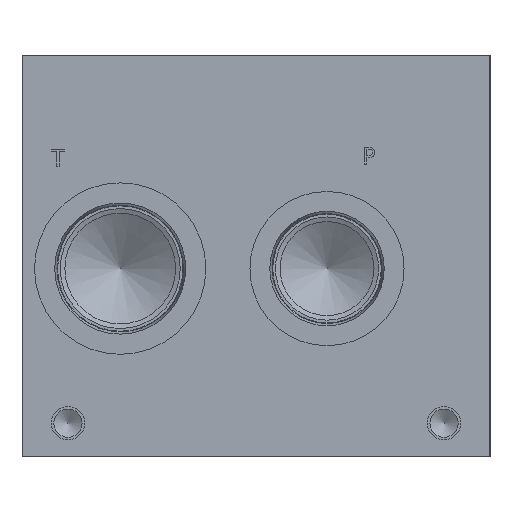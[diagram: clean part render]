
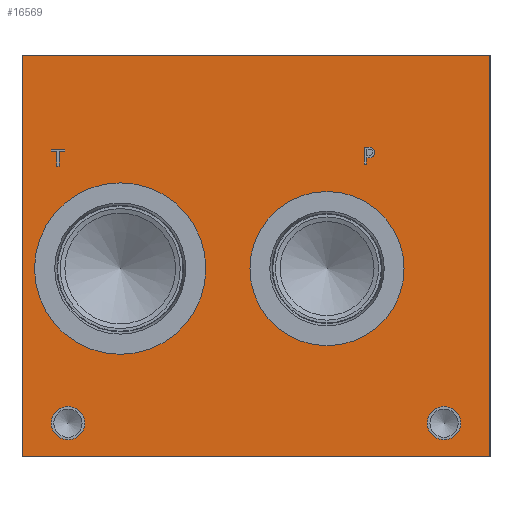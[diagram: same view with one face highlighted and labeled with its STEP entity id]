
A CAD part, left-side view. The second image highlights one B-rep face of the part: STEP entity #16569.
In plain terms, the highlighted planar face has unit normal (-1, 0, 0).
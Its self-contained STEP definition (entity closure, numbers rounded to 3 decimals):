
#297=CIRCLE('',#17496,6.35);
#298=CIRCLE('',#17497,6.35);
#299=CIRCLE('',#17498,6.35);
#300=CIRCLE('',#17499,6.35);
#301=CIRCLE('',#17500,29.286);
#302=CIRCLE('',#17501,29.286);
#303=CIRCLE('',#17502,32.563);
#304=CIRCLE('',#17503,32.563);
#877=FACE_BOUND('',#2541,.T.);
#878=FACE_BOUND('',#2542,.T.);
#879=FACE_BOUND('',#2543,.T.);
#880=FACE_BOUND('',#2544,.T.);
#881=FACE_BOUND('',#2545,.T.);
#882=FACE_BOUND('',#2546,.T.);
#1082=B_SPLINE_CURVE_WITH_KNOTS('',2,(#23350,#23351,#23352,#23353),
 .UNSPECIFIED.,.F.,.F.,(3,1,3),(0.,1.,2.),.UNSPECIFIED.);
#1084=B_SPLINE_CURVE_WITH_KNOTS('',2,(#23371,#23372,#23373,#23374),
 .UNSPECIFIED.,.F.,.F.,(3,1,3),(0.,1.,2.),.UNSPECIFIED.);
#1086=B_SPLINE_CURVE_WITH_KNOTS('',2,(#23420,#23421,#23422,#23423),
 .UNSPECIFIED.,.F.,.F.,(3,1,3),(0.,1.,2.),.UNSPECIFIED.);
#1088=B_SPLINE_CURVE_WITH_KNOTS('',2,(#23438,#23439,#23440,#23441),
 .UNSPECIFIED.,.F.,.F.,(3,1,3),(0.,1.,2.),.UNSPECIFIED.);
#1618=FACE_OUTER_BOUND('',#2540,.T.);
#2540=EDGE_LOOP('',(#10940,#10941,#10942,#10943));
#2541=EDGE_LOOP('',(#10944,#10945,#10946,#10947,#10948,#10949,#10950,#10951));
#2542=EDGE_LOOP('',(#10952,#10953));
#2543=EDGE_LOOP('',(#10954,#10955));
#2544=EDGE_LOOP('',(#10956,#10957));
#2545=EDGE_LOOP('',(#10958,#10959));
#2546=EDGE_LOOP('',(#10960,#10961,#10962,#10963,#10964,#10965,#10966,#10967,
#10968));
#3642=LINE('',#23200,#5136);
#3646=LINE('',#23208,#5140);
#3649=LINE('',#23214,#5143);
#3652=LINE('',#23220,#5146);
#3655=LINE('',#23226,#5149);
#3658=LINE('',#23232,#5152);
#3661=LINE('',#23238,#5155);
#3664=LINE('',#23243,#5158);
#3682=LINE('',#23383,#5176);
#3685=LINE('',#23389,#5179);
#3688=LINE('',#23395,#5182);
#3691=LINE('',#23401,#5185);
#3694=LINE('',#23407,#5188);
#3698=LINE('',#23450,#5192);
#3699=LINE('',#23452,#5193);
#3700=LINE('',#23454,#5194);
#3701=LINE('',#23455,#5195);
#5136=VECTOR('',#18893,10.);
#5140=VECTOR('',#18899,10.);
#5143=VECTOR('',#18904,10.);
#5146=VECTOR('',#18909,10.);
#5149=VECTOR('',#18914,10.);
#5152=VECTOR('',#18919,10.);
#5155=VECTOR('',#18924,10.);
#5158=VECTOR('',#18929,10.);
#5176=VECTOR('',#18957,10.);
#5179=VECTOR('',#18962,10.);
#5182=VECTOR('',#18967,10.);
#5185=VECTOR('',#18972,10.);
#5188=VECTOR('',#18977,10.);
#5192=VECTOR('',#18985,10.);
#5193=VECTOR('',#18986,10.);
#5194=VECTOR('',#18987,10.);
#5195=VECTOR('',#18988,10.);
#6630=VERTEX_POINT('',#23198);
#6631=VERTEX_POINT('',#23199);
#6634=VERTEX_POINT('',#23207);
#6636=VERTEX_POINT('',#23213);
#6638=VERTEX_POINT('',#23219);
#6640=VERTEX_POINT('',#23225);
#6642=VERTEX_POINT('',#23231);
#6644=VERTEX_POINT('',#23237);
#6660=VERTEX_POINT('',#23348);
#6661=VERTEX_POINT('',#23349);
#6664=VERTEX_POINT('',#23370);
#6666=VERTEX_POINT('',#23382);
#6668=VERTEX_POINT('',#23388);
#6670=VERTEX_POINT('',#23394);
#6672=VERTEX_POINT('',#23400);
#6674=VERTEX_POINT('',#23406);
#6676=VERTEX_POINT('',#23419);
#6678=VERTEX_POINT('',#23448);
#6679=VERTEX_POINT('',#23449);
#6680=VERTEX_POINT('',#23451);
#6681=VERTEX_POINT('',#23453);
#6682=VERTEX_POINT('',#23456);
#6683=VERTEX_POINT('',#23457);
#6684=VERTEX_POINT('',#23460);
#6685=VERTEX_POINT('',#23461);
#6686=VERTEX_POINT('',#23464);
#6687=VERTEX_POINT('',#23465);
#6688=VERTEX_POINT('',#23468);
#6689=VERTEX_POINT('',#23469);
#8343=EDGE_CURVE('',#6630,#6631,#3642,.T.);
#8347=EDGE_CURVE('',#6634,#6630,#3646,.T.);
#8350=EDGE_CURVE('',#6636,#6634,#3649,.T.);
#8353=EDGE_CURVE('',#6638,#6636,#3652,.T.);
#8356=EDGE_CURVE('',#6640,#6638,#3655,.T.);
#8359=EDGE_CURVE('',#6642,#6640,#3658,.T.);
#8362=EDGE_CURVE('',#6644,#6642,#3661,.T.);
#8365=EDGE_CURVE('',#6631,#6644,#3664,.T.);
#8388=EDGE_CURVE('',#6660,#6661,#1082,.T.);
#8392=EDGE_CURVE('',#6664,#6660,#1084,.T.);
#8395=EDGE_CURVE('',#6666,#6664,#3682,.T.);
#8398=EDGE_CURVE('',#6668,#6666,#3685,.T.);
#8401=EDGE_CURVE('',#6670,#6668,#3688,.T.);
#8404=EDGE_CURVE('',#6672,#6670,#3691,.T.);
#8407=EDGE_CURVE('',#6674,#6672,#3694,.T.);
#8410=EDGE_CURVE('',#6676,#6674,#1086,.T.);
#8413=EDGE_CURVE('',#6661,#6676,#1088,.T.);
#8415=EDGE_CURVE('',#6678,#6679,#3698,.T.);
#8416=EDGE_CURVE('',#6679,#6680,#3699,.T.);
#8417=EDGE_CURVE('',#6681,#6680,#3700,.T.);
#8418=EDGE_CURVE('',#6678,#6681,#3701,.T.);
#8419=EDGE_CURVE('',#6682,#6683,#297,.T.);
#8420=EDGE_CURVE('',#6683,#6682,#298,.T.);
#8421=EDGE_CURVE('',#6684,#6685,#299,.T.);
#8422=EDGE_CURVE('',#6685,#6684,#300,.T.);
#8423=EDGE_CURVE('',#6686,#6687,#301,.T.);
#8424=EDGE_CURVE('',#6687,#6686,#302,.T.);
#8425=EDGE_CURVE('',#6688,#6689,#303,.T.);
#8426=EDGE_CURVE('',#6689,#6688,#304,.T.);
#10940=ORIENTED_EDGE('',*,*,#8415,.T.);
#10941=ORIENTED_EDGE('',*,*,#8416,.T.);
#10942=ORIENTED_EDGE('',*,*,#8417,.F.);
#10943=ORIENTED_EDGE('',*,*,#8418,.F.);
#10944=ORIENTED_EDGE('',*,*,#8343,.T.);
#10945=ORIENTED_EDGE('',*,*,#8365,.T.);
#10946=ORIENTED_EDGE('',*,*,#8362,.T.);
#10947=ORIENTED_EDGE('',*,*,#8359,.T.);
#10948=ORIENTED_EDGE('',*,*,#8356,.T.);
#10949=ORIENTED_EDGE('',*,*,#8353,.T.);
#10950=ORIENTED_EDGE('',*,*,#8350,.T.);
#10951=ORIENTED_EDGE('',*,*,#8347,.T.);
#10952=ORIENTED_EDGE('',*,*,#8419,.T.);
#10953=ORIENTED_EDGE('',*,*,#8420,.T.);
#10954=ORIENTED_EDGE('',*,*,#8421,.T.);
#10955=ORIENTED_EDGE('',*,*,#8422,.T.);
#10956=ORIENTED_EDGE('',*,*,#8423,.T.);
#10957=ORIENTED_EDGE('',*,*,#8424,.T.);
#10958=ORIENTED_EDGE('',*,*,#8425,.T.);
#10959=ORIENTED_EDGE('',*,*,#8426,.T.);
#10960=ORIENTED_EDGE('',*,*,#8388,.T.);
#10961=ORIENTED_EDGE('',*,*,#8413,.T.);
#10962=ORIENTED_EDGE('',*,*,#8410,.T.);
#10963=ORIENTED_EDGE('',*,*,#8407,.T.);
#10964=ORIENTED_EDGE('',*,*,#8404,.T.);
#10965=ORIENTED_EDGE('',*,*,#8401,.T.);
#10966=ORIENTED_EDGE('',*,*,#8398,.T.);
#10967=ORIENTED_EDGE('',*,*,#8395,.T.);
#10968=ORIENTED_EDGE('',*,*,#8392,.T.);
#15532=PLANE('',#17495);
#16569=ADVANCED_FACE('',(#1618,#877,#878,#879,#880,#881,#882),#15532,.T.);
#17495=AXIS2_PLACEMENT_3D('',#23447,#18983,#18984);
#17496=AXIS2_PLACEMENT_3D('',#23458,#18989,#18990);
#17497=AXIS2_PLACEMENT_3D('',#23459,#18991,#18992);
#17498=AXIS2_PLACEMENT_3D('',#23462,#18993,#18994);
#17499=AXIS2_PLACEMENT_3D('',#23463,#18995,#18996);
#17500=AXIS2_PLACEMENT_3D('',#23466,#18997,#18998);
#17501=AXIS2_PLACEMENT_3D('',#23467,#18999,#19000);
#17502=AXIS2_PLACEMENT_3D('',#23470,#19001,#19002);
#17503=AXIS2_PLACEMENT_3D('',#23471,#19003,#19004);
#18893=DIRECTION('',(0.,1.,0.));
#18899=DIRECTION('',(0.,0.,-1.));
#18904=DIRECTION('',(0.,1.,0.));
#18909=DIRECTION('',(0.,0.,-1.));
#18914=DIRECTION('',(0.,-1.,0.));
#18919=DIRECTION('',(0.,0.,1.));
#18924=DIRECTION('',(0.,1.,0.));
#18929=DIRECTION('',(0.,0.,1.));
#18957=DIRECTION('',(0.,-1.,0.));
#18962=DIRECTION('',(0.,0.,1.));
#18967=DIRECTION('',(0.,1.,0.));
#18972=DIRECTION('',(0.,0.,-1.));
#18977=DIRECTION('',(0.,1.,0.));
#18983=DIRECTION('center_axis',(-1.,0.,0.));
#18984=DIRECTION('ref_axis',(0.,-1.,0.));
#18985=DIRECTION('',(0.,-1.,0.));
#18986=DIRECTION('',(0.,0.,1.));
#18987=DIRECTION('',(0.,-1.,0.));
#18988=DIRECTION('',(0.,0.,1.));
#18989=DIRECTION('center_axis',(1.,0.,0.));
#18990=DIRECTION('ref_axis',(0.,1.,0.));
#18991=DIRECTION('center_axis',(1.,0.,0.));
#18992=DIRECTION('ref_axis',(0.,1.,0.));
#18993=DIRECTION('center_axis',(1.,0.,0.));
#18994=DIRECTION('ref_axis',(0.,1.,0.));
#18995=DIRECTION('center_axis',(1.,0.,0.));
#18996=DIRECTION('ref_axis',(0.,1.,0.));
#18997=DIRECTION('center_axis',(1.,0.,0.));
#18998=DIRECTION('ref_axis',(0.,0.,1.));
#18999=DIRECTION('center_axis',(1.,0.,0.));
#19000=DIRECTION('ref_axis',(0.,0.,1.));
#19001=DIRECTION('center_axis',(1.,0.,0.));
#19002=DIRECTION('ref_axis',(0.,0.,1.));
#19003=DIRECTION('center_axis',(1.,0.,0.));
#19004=DIRECTION('ref_axis',(0.,0.,1.));
#23198=CARTESIAN_POINT('',(0.,163.718,110.331));
#23199=CARTESIAN_POINT('',(0.,164.562,110.331));
#23200=CARTESIAN_POINT('',(0.,170.759,110.331));
#23207=CARTESIAN_POINT('',(0.,163.718,115.93));
#23208=CARTESIAN_POINT('',(0.,163.718,57.965));
#23213=CARTESIAN_POINT('',(0.,161.588,115.93));
#23214=CARTESIAN_POINT('',(0.,169.694,115.93));
#23219=CARTESIAN_POINT('',(0.,161.588,116.681));
#23220=CARTESIAN_POINT('',(0.,161.588,58.341));
#23225=CARTESIAN_POINT('',(0.,166.693,116.681));
#23226=CARTESIAN_POINT('',(0.,172.246,116.681));
#23231=CARTESIAN_POINT('',(0.,166.693,115.93));
#23232=CARTESIAN_POINT('',(0.,166.693,57.965));
#23237=CARTESIAN_POINT('',(0.,164.562,115.93));
#23238=CARTESIAN_POINT('',(0.,171.181,115.93));
#23243=CARTESIAN_POINT('',(0.,164.562,55.166));
#23348=CARTESIAN_POINT('',(0.,44.518,117.079));
#23349=CARTESIAN_POINT('',(0.,43.762,115.561));
#23350=CARTESIAN_POINT('Ctrl Pts',(0.,44.518,117.079));
#23351=CARTESIAN_POINT('Ctrl Pts',(0.,44.163,116.837));
#23352=CARTESIAN_POINT('Ctrl Pts',(0.,43.762,116.091));
#23353=CARTESIAN_POINT('Ctrl Pts',(0.,43.762,115.561));
#23370=CARTESIAN_POINT('',(0.,46.18,117.475));
#23371=CARTESIAN_POINT('Ctrl Pts',(0.,46.18,117.475));
#23372=CARTESIAN_POINT('Ctrl Pts',(0.,45.614,117.475));
#23373=CARTESIAN_POINT('Ctrl Pts',(0.,44.822,117.29));
#23374=CARTESIAN_POINT('Ctrl Pts',(0.,44.518,117.079));
#23382=CARTESIAN_POINT('',(0.,47.776,117.475));
#23383=CARTESIAN_POINT('',(0.,112.788,117.475));
#23388=CARTESIAN_POINT('',(0.,47.776,111.125));
#23389=CARTESIAN_POINT('',(0.,47.776,55.562));
#23394=CARTESIAN_POINT('',(0.,46.932,111.125));
#23395=CARTESIAN_POINT('',(0.,112.366,111.125));
#23400=CARTESIAN_POINT('',(0.,46.932,113.492));
#23401=CARTESIAN_POINT('',(0.,46.932,56.746));
#23406=CARTESIAN_POINT('',(0.,46.216,113.492));
#23407=CARTESIAN_POINT('',(0.,112.008,113.492));
#23419=CARTESIAN_POINT('',(0.,44.317,114.151));
#23420=CARTESIAN_POINT('Ctrl Pts',(0.,44.317,114.151));
#23421=CARTESIAN_POINT('Ctrl Pts',(0.,44.647,113.827));
#23422=CARTESIAN_POINT('Ctrl Pts',(0.,45.537,113.492));
#23423=CARTESIAN_POINT('Ctrl Pts',(0.,46.216,113.492));
#23438=CARTESIAN_POINT('Ctrl Pts',(0.,43.762,115.561));
#23439=CARTESIAN_POINT('Ctrl Pts',(0.,43.762,115.149));
#23440=CARTESIAN_POINT('Ctrl Pts',(0.,44.055,114.408));
#23441=CARTESIAN_POINT('Ctrl Pts',(0.,44.317,114.151));
#23447=CARTESIAN_POINT('Origin',(0.,177.8,0.));
#23448=CARTESIAN_POINT('',(0.,177.8,0.));
#23449=CARTESIAN_POINT('',(0.,0.,0.));
#23450=CARTESIAN_POINT('',(0.,177.8,0.));
#23451=CARTESIAN_POINT('',(0.,0.,152.4));
#23452=CARTESIAN_POINT('',(0.,0.,0.));
#23453=CARTESIAN_POINT('',(0.,177.8,152.4));
#23454=CARTESIAN_POINT('',(0.,177.8,152.4));
#23455=CARTESIAN_POINT('',(0.,177.8,0.));
#23456=CARTESIAN_POINT('',(0.,23.825,12.7));
#23457=CARTESIAN_POINT('',(0.,11.125,12.7));
#23458=CARTESIAN_POINT('Origin',(0.,17.475,12.7));
#23459=CARTESIAN_POINT('Origin',(0.,17.475,12.7));
#23460=CARTESIAN_POINT('',(0.,166.675,12.7));
#23461=CARTESIAN_POINT('',(0.,153.975,12.7));
#23462=CARTESIAN_POINT('Origin',(0.,160.325,12.7));
#23463=CARTESIAN_POINT('Origin',(0.,160.325,12.7));
#23464=CARTESIAN_POINT('',(0.,61.925,100.711));
#23465=CARTESIAN_POINT('',(0.,61.925,42.139));
#23466=CARTESIAN_POINT('Origin',(0.,61.925,71.425));
#23467=CARTESIAN_POINT('Origin',(0.,61.925,71.425));
#23468=CARTESIAN_POINT('',(0.,140.487,103.988));
#23469=CARTESIAN_POINT('',(0.,140.487,38.862));
#23470=CARTESIAN_POINT('Origin',(0.,140.487,71.425));
#23471=CARTESIAN_POINT('Origin',(0.,140.487,71.425));
